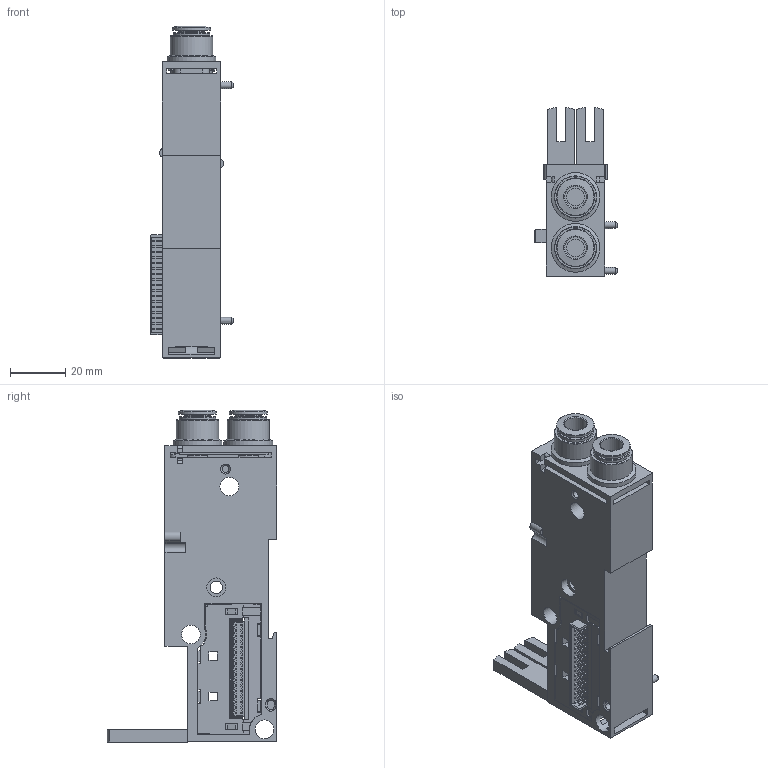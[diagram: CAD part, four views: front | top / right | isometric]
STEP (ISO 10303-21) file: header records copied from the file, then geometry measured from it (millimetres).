
FILE_DESCRIPTION(/* description */ ('STEP AP214'),/* implementation_level */ '2;1');
FILE_NAME(/* name */ '561033_VMPAL-AP-20-QS5_16-1-T1',/* time_stamp */ '2024-09-16T21:44:52+02:00',/* author */ ('License CC BY-ND 4.0'),/* organization */ ('CADENAS'),/* preprocessor_version */ 'ST-DEVELOPER v19.3',/* originating_system */ 'PARTsolutions',/* authorisation */ ' ');
FILE_SCHEMA (('AUTOMOTIVE_DESIGN {1 0 10303 214 3 1 1}'));
Length unit declared in the file: millimetre
Products named in the file (5): 561033 VMPAL-AP-20-QS5/16"-1-T1; 1088065 VMPAL-20; 1067968 MPAL-20; 132651 QSPKG18-5/16-U; 560965 VMPAL-EVAP-20-1
Assembly tree (5 placements, depth 2):
  561033 VMPAL-AP-20-QS5/16"-1-T1
    1088065 VMPAL-20
    1067968 MPAL-20
    132651 QSPKG18-5/16-U  x2
    560965 VMPAL-EVAP-20-1
Bounding box: 29.95 x 61.37 x 120.45 mm (x, y, z)
Volume: 79089.9 mm3; surface area: 33932 mm2
Topology: 5 solids, 5 shells, 1284 faces, 3268 edges, 2051 vertices
Faces by surface type: plane 1087, cylinder 130, cone 44, torus 23
Full cylindrical faces by diameter (mm): 1.713 x2, 2.6 x4, 4.5 x1, 6.4 x2, 6.8 x5, 7.9 x2, 7.94 x2, 8 x2, 9.34 x2, 11.6 x4, 13.15 x2, 13.34 x2, 13.8 x2, 14 x6, 14.95 x4, 15.34 x2, 17.7 x2
Entity records: 37098 total; most frequent: CARTESIAN_POINT 6390, ORIENTED_EDGE 6254, DIRECTION 5927, EDGE_CURVE 3127, LINE 2813, VECTOR 2813, VERTEX_POINT 2004, AXIS2_PLACEMENT_3D 1557
